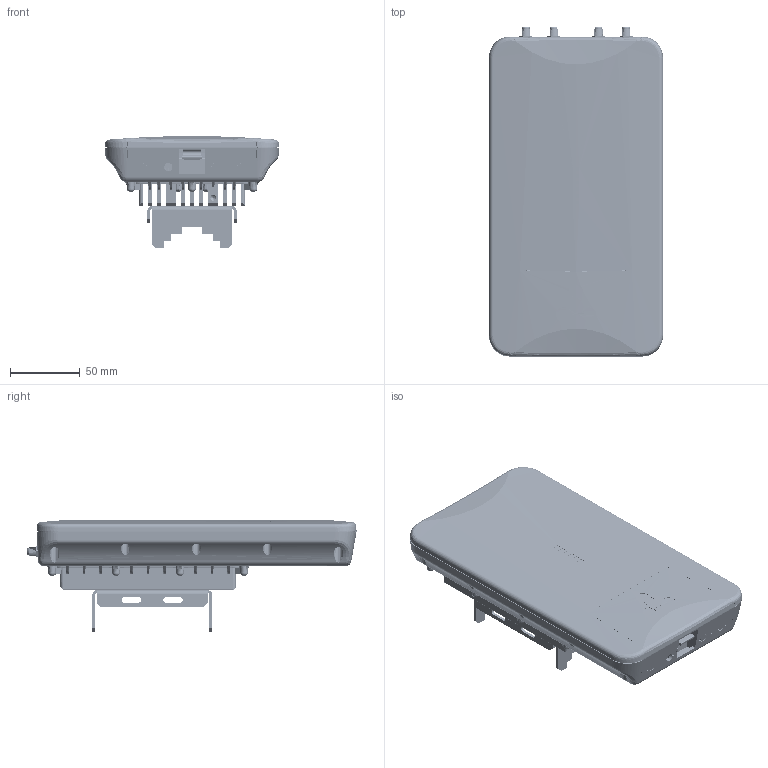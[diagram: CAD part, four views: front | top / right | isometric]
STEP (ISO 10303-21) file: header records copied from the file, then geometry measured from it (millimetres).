
FILE_DESCRIPTION (( 'STEP AP214' ), '1' );
FILE_NAME ('WOP-30L.STEP', '2025-04-21T08:05:08', ( '' ), ( '' ), 'SwSTEP 2.0', 'SolidWorks 2023', '' );
FILE_SCHEMA (( 'AUTOMOTIVE_DESIGN' ));
Length unit declared in the file: millimetre
Products named in the file (10): _K15_K15; _WOP-3ax(1).021; _WOP-3ax(2).200_WOP-3ax.200; _Plate wop3ax (2v1); _XRF197014_XRF197014_v2; _WOP-3ax.025; _KLS7TS5401_KLS7TS5401_KLS7-TS5401; _RJ451X1SH_MJ88BX11RVSX__RJ451X1SH_MJ88BX11RVSX_; _WOP-3ax.020; WOP-30L
Assembly tree (12 placements, depth 3):
  WOP-30L
    _WOP-3ax(2).200_WOP-3ax.200
    _WOP-3ax.020
      _WOP-3ax(1).021
    _WOP-3ax.025
    _Plate wop3ax (2v1)
      _XRF197014_XRF197014_v2  x4
      _KLS7TS5401_KLS7TS5401_KLS7-TS5401
      _RJ451X1SH_MJ88BX11RVSX__RJ451X1SH_MJ88BX11RVSX_
      _K15_K15
Bounding box: 125 x 236.55 x 80.4 mm (x, y, z)
Volume: 359245.6 mm3; surface area: 282143.4 mm2
Topology: 25 solids, 25 shells, 6340 faces, 17216 edges, 10967 vertices
Faces by surface type: plane 3062, cylinder 1755, bspline 887, cone 556, torus 56, sphere 24
Entity records: 266774 total; most frequent: CARTESIAN_POINT 139207, ORIENTED_EDGE 29848, DIRECTION 22632, EDGE_CURVE 14924, VERTEX_POINT 9530, LINE 8314, VECTOR 8314, AXIS2_PLACEMENT_3D 7159
